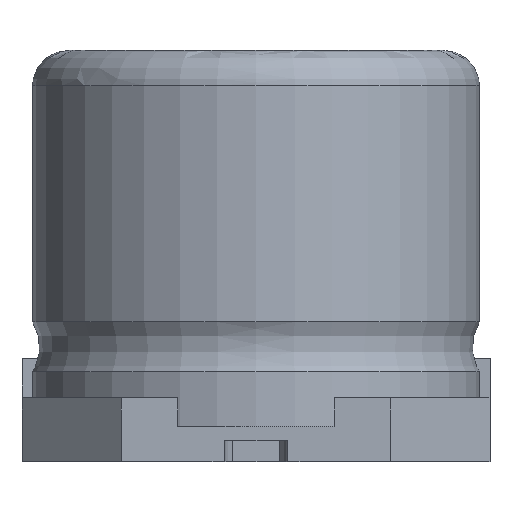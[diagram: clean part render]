
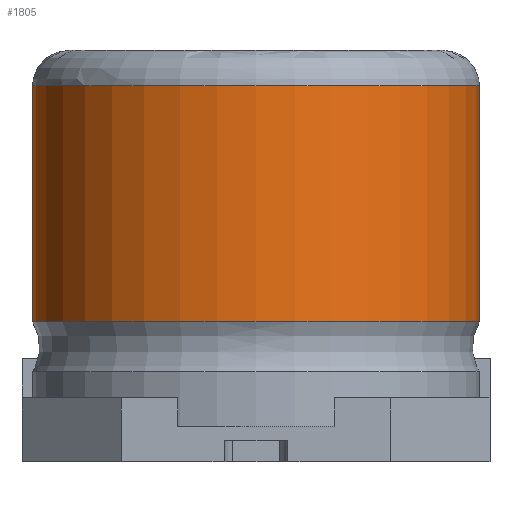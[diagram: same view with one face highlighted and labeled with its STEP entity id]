
A CAD part, left-side view. The second image highlights one B-rep face of the part: STEP entity #1805.
In plain terms, the highlighted cylindrical face has radius 3.15 mm (diameter 6.3 mm), a full revolution.
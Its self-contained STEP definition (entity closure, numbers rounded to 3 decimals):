
#1749=CARTESIAN_POINT('',(-3.15,0.0,5.3));
#1750=VERTEX_POINT('',#1749);
#1751=CARTESIAN_POINT('',(-0.0,0.0,5.3));
#1752=DIRECTION('',(0.0,-0.0,-1.0));
#1753=DIRECTION('',(-1.0,-0.0,-0.0));
#1754=AXIS2_PLACEMENT_3D('',#1751,#1752,#1753);
#1755=CIRCLE('',#1754,3.15);
#1756=EDGE_CURVE('n� 10',#1750,#1750,#1755,.T.);
#1773=CARTESIAN_POINT('',(-3.15,-0.0,1.97));
#1774=VERTEX_POINT('',#1773);
#1775=CARTESIAN_POINT('',(-0.0,0.0,1.97));
#1776=DIRECTION('',(-0.0,0.0,1.0));
#1777=DIRECTION('',(-1.0,-0.0,-0.0));
#1778=AXIS2_PLACEMENT_3D('',#1775,#1776,#1777);
#1779=CIRCLE('',#1778,3.15);
#1780=EDGE_CURVE('n� 18',#1774,#1774,#1779,.T.);
#1794=ORIENTED_EDGE('',*,*,#1780,.T.);
#1795=EDGE_LOOP('',(#1794));
#1796=FACE_OUTER_BOUND('',#1795,.T.);
#1797=ORIENTED_EDGE('',*,*,#1756,.T.);
#1798=EDGE_LOOP('',(#1797));
#1799=FACE_BOUND('',#1798,.T.);
#1800=CARTESIAN_POINT('',(-0.0,0.0,5.8));
#1801=DIRECTION('',(0.0,-0.0,-1.0));
#1802=DIRECTION('',(-1.0,-0.0,-0.0));
#1803=AXIS2_PLACEMENT_3D('',#1800,#1801,#1802);
#1804=CYLINDRICAL_SURFACE('',#1803,3.15);
#1805=ADVANCED_FACE('n� 2',(#1796,#1799),#1804,.T.);
